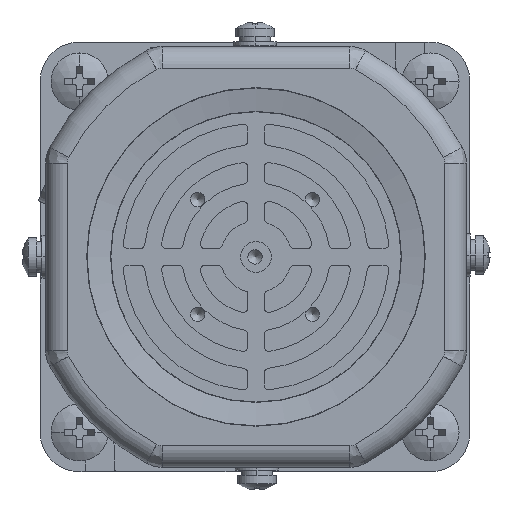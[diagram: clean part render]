
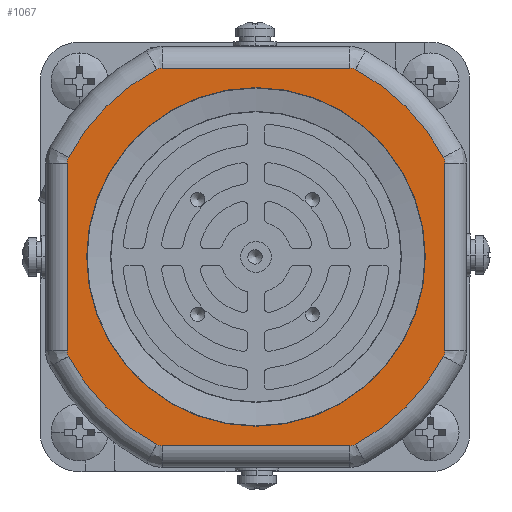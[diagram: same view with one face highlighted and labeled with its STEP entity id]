
A CAD part, left-side view. The second image highlights one B-rep face of the part: STEP entity #1067.
In plain terms, the highlighted planar face has unit normal (-1, 0, 0).
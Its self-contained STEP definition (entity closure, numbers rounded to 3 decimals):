
#465=PLANE('',#14095);
#781=FACE_BOUND('',#3026,.T.);
#1067=ADVANCED_FACE('',(#2204,#781),#465,.F.);
#2204=FACE_OUTER_BOUND('',#3025,.T.);
#3025=EDGE_LOOP('',(#6447,#6448,#6449,#6450,#6451,#6452,#6453,#6454,#6455,
#6456,#6457,#6458,#6459,#6460,#6461,#6462));
#3026=EDGE_LOOP('',(#6463));
#4005=LINE('',#21162,#4871);
#4006=LINE('',#21170,#4872);
#4007=LINE('',#21178,#4873);
#4008=LINE('',#21186,#4874);
#4871=VECTOR('',#16568,1.);
#4872=VECTOR('',#16575,1.);
#4873=VECTOR('',#16582,1.);
#4874=VECTOR('',#16589,1.);
#6447=ORIENTED_EDGE('',*,*,#11286,.T.);
#6448=ORIENTED_EDGE('',*,*,#11287,.T.);
#6449=ORIENTED_EDGE('',*,*,#11288,.T.);
#6450=ORIENTED_EDGE('',*,*,#11289,.T.);
#6451=ORIENTED_EDGE('',*,*,#11290,.T.);
#6452=ORIENTED_EDGE('',*,*,#11291,.T.);
#6453=ORIENTED_EDGE('',*,*,#11292,.T.);
#6454=ORIENTED_EDGE('',*,*,#11293,.T.);
#6455=ORIENTED_EDGE('',*,*,#11294,.T.);
#6456=ORIENTED_EDGE('',*,*,#11295,.T.);
#6457=ORIENTED_EDGE('',*,*,#11296,.T.);
#6458=ORIENTED_EDGE('',*,*,#11297,.T.);
#6459=ORIENTED_EDGE('',*,*,#11298,.T.);
#6460=ORIENTED_EDGE('',*,*,#11299,.T.);
#6461=ORIENTED_EDGE('',*,*,#11300,.T.);
#6462=ORIENTED_EDGE('',*,*,#11301,.T.);
#6463=ORIENTED_EDGE('',*,*,#11285,.F.);
#9873=VERTEX_POINT('',#21155);
#9874=VERTEX_POINT('',#21158);
#9875=VERTEX_POINT('',#21159);
#9876=VERTEX_POINT('',#21161);
#9877=VERTEX_POINT('',#21163);
#9878=VERTEX_POINT('',#21165);
#9879=VERTEX_POINT('',#21167);
#9880=VERTEX_POINT('',#21169);
#9881=VERTEX_POINT('',#21171);
#9882=VERTEX_POINT('',#21173);
#9883=VERTEX_POINT('',#21175);
#9884=VERTEX_POINT('',#21177);
#9885=VERTEX_POINT('',#21179);
#9886=VERTEX_POINT('',#21181);
#9887=VERTEX_POINT('',#21183);
#9888=VERTEX_POINT('',#21185);
#9889=VERTEX_POINT('',#21187);
#11285=EDGE_CURVE('',#9873,#9873,#12966,.T.);
#11286=EDGE_CURVE('',#9874,#9875,#12967,.T.);
#11287=EDGE_CURVE('',#9875,#9876,#12968,.T.);
#11288=EDGE_CURVE('',#9876,#9877,#4005,.T.);
#11289=EDGE_CURVE('',#9877,#9878,#12969,.T.);
#11290=EDGE_CURVE('',#9878,#9879,#12970,.T.);
#11291=EDGE_CURVE('',#9879,#9880,#12971,.T.);
#11292=EDGE_CURVE('',#9880,#9881,#4006,.T.);
#11293=EDGE_CURVE('',#9881,#9882,#12972,.T.);
#11294=EDGE_CURVE('',#9882,#9883,#12973,.T.);
#11295=EDGE_CURVE('',#9883,#9884,#12974,.T.);
#11296=EDGE_CURVE('',#9884,#9885,#4007,.T.);
#11297=EDGE_CURVE('',#9885,#9886,#12975,.T.);
#11298=EDGE_CURVE('',#9886,#9887,#12976,.T.);
#11299=EDGE_CURVE('',#9887,#9888,#12977,.T.);
#11300=EDGE_CURVE('',#9888,#9889,#4008,.T.);
#11301=EDGE_CURVE('',#9889,#9874,#12978,.T.);
#12966=CIRCLE('',#14081,35.421);
#12967=CIRCLE('',#14083,44.5);
#12968=CIRCLE('',#14084,2.5);
#12969=CIRCLE('',#14085,2.5);
#12970=CIRCLE('',#14086,44.5);
#12971=CIRCLE('',#14087,2.5);
#12972=CIRCLE('',#14088,2.5);
#12973=CIRCLE('',#14089,44.5);
#12974=CIRCLE('',#14090,2.5);
#12975=CIRCLE('',#14091,2.5);
#12976=CIRCLE('',#14092,44.5);
#12977=CIRCLE('',#14093,2.5);
#12978=CIRCLE('',#14094,2.5);
#14081=AXIS2_PLACEMENT_3D('',#21154,#16560,#16561);
#14083=AXIS2_PLACEMENT_3D('',#21157,#16564,#16565);
#14084=AXIS2_PLACEMENT_3D('',#21160,#16566,#16567);
#14085=AXIS2_PLACEMENT_3D('',#21164,#16569,#16570);
#14086=AXIS2_PLACEMENT_3D('',#21166,#16571,#16572);
#14087=AXIS2_PLACEMENT_3D('',#21168,#16573,#16574);
#14088=AXIS2_PLACEMENT_3D('',#21172,#16576,#16577);
#14089=AXIS2_PLACEMENT_3D('',#21174,#16578,#16579);
#14090=AXIS2_PLACEMENT_3D('',#21176,#16580,#16581);
#14091=AXIS2_PLACEMENT_3D('',#21180,#16583,#16584);
#14092=AXIS2_PLACEMENT_3D('',#21182,#16585,#16586);
#14093=AXIS2_PLACEMENT_3D('',#21184,#16587,#16588);
#14094=AXIS2_PLACEMENT_3D('',#21188,#16590,#16591);
#14095=AXIS2_PLACEMENT_3D('',#21189,#16592,#16593);
#16560=DIRECTION('',(-1.,0.,0.));
#16561=DIRECTION('',(0.,0.,1.));
#16564=DIRECTION('',(-1.,0.,0.));
#16565=DIRECTION('',(0.,0.,-1.));
#16566=DIRECTION('',(-1.,0.,0.));
#16567=DIRECTION('',(0.,0.,-1.));
#16568=DIRECTION('',(0.,0.,-1.));
#16569=DIRECTION('',(-1.,0.,0.));
#16570=DIRECTION('',(0.,0.,-1.));
#16571=DIRECTION('',(-1.,0.,0.));
#16572=DIRECTION('',(0.,0.,-1.));
#16573=DIRECTION('',(-1.,0.,0.));
#16574=DIRECTION('',(0.,0.,-1.));
#16575=DIRECTION('',(0.,-1.,0.));
#16576=DIRECTION('',(-1.,0.,0.));
#16577=DIRECTION('',(0.,0.,-1.));
#16578=DIRECTION('',(-1.,0.,0.));
#16579=DIRECTION('',(0.,0.,-1.));
#16580=DIRECTION('',(-1.,0.,0.));
#16581=DIRECTION('',(0.,0.,-1.));
#16582=DIRECTION('',(0.,0.,1.));
#16583=DIRECTION('',(-1.,0.,0.));
#16584=DIRECTION('',(0.,0.,-1.));
#16585=DIRECTION('',(-1.,0.,0.));
#16586=DIRECTION('',(0.,0.,-1.));
#16587=DIRECTION('',(-1.,0.,0.));
#16588=DIRECTION('',(0.,0.,-1.));
#16589=DIRECTION('',(0.,1.,0.));
#16590=DIRECTION('',(-1.,0.,0.));
#16591=DIRECTION('',(0.,0.,-1.));
#16592=DIRECTION('',(1.,0.,0.));
#16593=DIRECTION('',(0.,0.,-1.));
#21154=CARTESIAN_POINT('',(2514.192,-775.357,0.));
#21155=CARTESIAN_POINT('',(2514.192,-775.357,35.421));
#21157=CARTESIAN_POINT('',(2514.192,-775.357,0.));
#21158=CARTESIAN_POINT('',(2514.192,-754.498,39.308));
#21159=CARTESIAN_POINT('',(2514.192,-736.049,20.859));
#21160=CARTESIAN_POINT('',(2514.192,-738.257,19.687));
#21161=CARTESIAN_POINT('',(2514.192,-735.757,19.687));
#21162=CARTESIAN_POINT('',(2514.192,-735.757,0.));
#21163=CARTESIAN_POINT('',(2514.192,-735.757,-19.687));
#21164=CARTESIAN_POINT('',(2514.192,-738.257,-19.687));
#21165=CARTESIAN_POINT('',(2514.192,-736.049,-20.859));
#21166=CARTESIAN_POINT('',(2514.192,-775.357,0.));
#21167=CARTESIAN_POINT('',(2514.192,-754.498,-39.308));
#21168=CARTESIAN_POINT('',(2514.192,-755.67,-37.1));
#21169=CARTESIAN_POINT('',(2514.192,-755.67,-39.6));
#21170=CARTESIAN_POINT('',(2514.192,-735.757,-39.6));
#21171=CARTESIAN_POINT('',(2514.192,-795.045,-39.6));
#21172=CARTESIAN_POINT('',(2514.192,-795.045,-37.1));
#21173=CARTESIAN_POINT('',(2514.192,-796.217,-39.308));
#21174=CARTESIAN_POINT('',(2514.192,-775.357,0.));
#21175=CARTESIAN_POINT('',(2514.192,-814.666,-20.859));
#21176=CARTESIAN_POINT('',(2514.192,-812.457,-19.687));
#21177=CARTESIAN_POINT('',(2514.192,-814.957,-19.687));
#21178=CARTESIAN_POINT('',(2514.192,-814.957,0.));
#21179=CARTESIAN_POINT('',(2514.192,-814.957,19.687));
#21180=CARTESIAN_POINT('',(2514.192,-812.457,19.687));
#21181=CARTESIAN_POINT('',(2514.192,-814.666,20.859));
#21182=CARTESIAN_POINT('',(2514.192,-775.357,0.));
#21183=CARTESIAN_POINT('',(2514.192,-796.217,39.308));
#21184=CARTESIAN_POINT('',(2514.192,-795.045,37.1));
#21185=CARTESIAN_POINT('',(2514.192,-795.045,39.6));
#21186=CARTESIAN_POINT('',(2514.192,-735.757,39.6));
#21187=CARTESIAN_POINT('',(2514.192,-755.67,39.6));
#21188=CARTESIAN_POINT('',(2514.192,-755.67,37.1));
#21189=CARTESIAN_POINT('',(2514.192,-735.757,0.));
